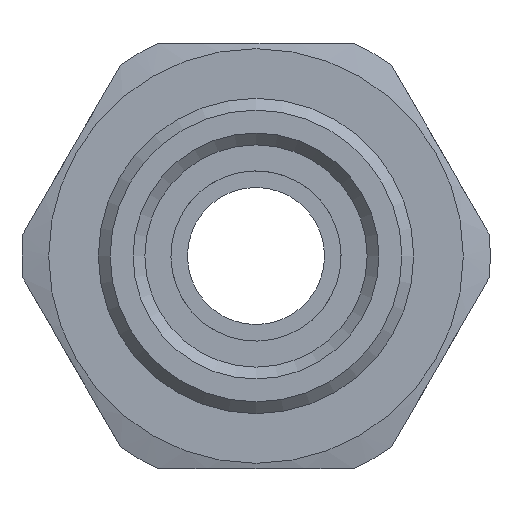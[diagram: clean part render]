
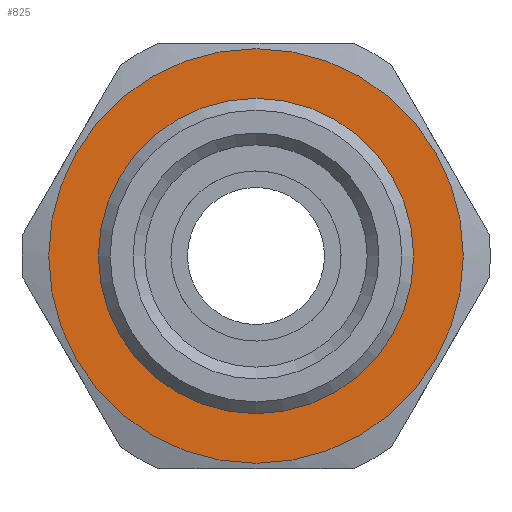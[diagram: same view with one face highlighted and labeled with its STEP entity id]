
A CAD part, left-side view. The second image highlights one B-rep face of the part: STEP entity #825.
In plain terms, the highlighted planar face has unit normal (-1, 0, 0).
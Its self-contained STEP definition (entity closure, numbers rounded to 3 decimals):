
#115 = CARTESIAN_POINT ( 'NONE',  ( 15.3, 0., 0. ) ) ;
#120 = CARTESIAN_POINT ( 'NONE',  ( 15.3, 0., 0. ) ) ;
#125 = CARTESIAN_POINT ( 'NONE',  ( 15.3, 0., -10. ) ) ;
#162 = VERTEX_POINT ( 'NONE', #125 ) ;
#200 = ORIENTED_EDGE ( 'NONE', *, *, #807, .T. ) ;
#372 = CIRCLE ( 'NONE', #1921, 13.15 ) ;
#582 = CIRCLE ( 'NONE', #1151, 10. ) ;
#794 = CARTESIAN_POINT ( 'NONE',  ( 15.3, 10., 0. ) ) ;
#807 = EDGE_CURVE ( 'NONE', #162, #162, #582, .T. ) ;
#825 = ADVANCED_FACE ( 'NONE', ( #1460, #2013 ), #1617, .F. ) ;
#851 = EDGE_LOOP ( 'NONE', ( #200 ) ) ;
#957 = DIRECTION ( 'NONE',  ( 1., 0., 0. ) ) ;
#962 = DIRECTION ( 'NONE',  ( 0., 0., -1. ) ) ;
#1069 = DIRECTION ( 'NONE',  ( 1., 0., 0. ) ) ;
#1093 = ORIENTED_EDGE ( 'NONE', *, *, #2006, .F. ) ;
#1151 = AXIS2_PLACEMENT_3D ( 'NONE', #120, #1932, #962 ) ;
#1460 = FACE_OUTER_BOUND ( 'NONE', #1831, .T. ) ;
#1617 = PLANE ( 'NONE',  #1820 ) ;
#1645 = VERTEX_POINT ( 'NONE', #1865 ) ;
#1820 = AXIS2_PLACEMENT_3D ( 'NONE', #794, #957, #1941 ) ;
#1831 = EDGE_LOOP ( 'NONE', ( #1093 ) ) ;
#1865 = CARTESIAN_POINT ( 'NONE',  ( 15.3, 0., -13.15 ) ) ;
#1921 = AXIS2_PLACEMENT_3D ( 'NONE', #115, #1069, #1983 ) ;
#1932 = DIRECTION ( 'NONE',  ( 1., 0., 0. ) ) ;
#1941 = DIRECTION ( 'NONE',  ( 0., 0., -1. ) ) ;
#1983 = DIRECTION ( 'NONE',  ( 0., 0., -1. ) ) ;
#2006 = EDGE_CURVE ( 'NONE', #1645, #1645, #372, .T. ) ;
#2013 = FACE_BOUND ( 'NONE', #851, .T. ) ;
